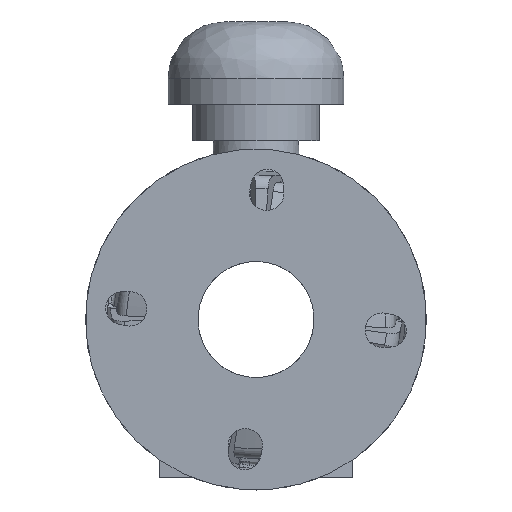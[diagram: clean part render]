
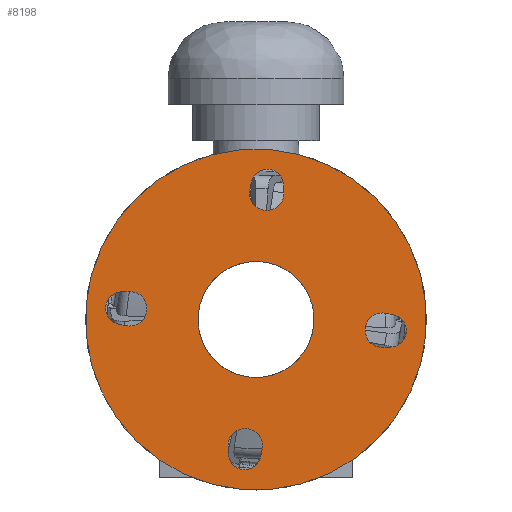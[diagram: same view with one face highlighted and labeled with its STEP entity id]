
A CAD part, left-side view. The second image highlights one B-rep face of the part: STEP entity #8198.
In plain terms, the highlighted face is planar.
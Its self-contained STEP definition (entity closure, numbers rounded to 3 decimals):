
#414=LINE($,#17724,#799);
#418=LINE($,#17734,#803);
#422=LINE($,#17748,#807);
#426=LINE($,#17758,#811);
#430=LINE($,#17772,#815);
#434=LINE($,#17782,#819);
#438=LINE($,#17796,#823);
#442=LINE($,#17806,#827);
#799=VECTOR($,#11319,4.22);
#803=VECTOR($,#11331,4.22);
#807=VECTOR($,#11343,4.22);
#811=VECTOR($,#11355,4.22);
#815=VECTOR($,#11367,4.22);
#819=VECTOR($,#11379,4.22);
#823=VECTOR($,#11391,4.22);
#827=VECTOR($,#11403,4.22);
#1662=PLANE($,#9147);
#1708=FACE_BOUND($,#2671,.T.);
#1709=FACE_BOUND($,#2672,.T.);
#1710=FACE_BOUND($,#2673,.T.);
#1711=FACE_BOUND($,#2674,.T.);
#1712=FACE_BOUND($,#2675,.T.);
#1713=FACE_BOUND($,#2676,.T.);
#2671=EDGE_LOOP($,(#7597,#7598,#7599,#7600));
#2672=EDGE_LOOP($,(#7601,#7602,#7603,#7604));
#2673=EDGE_LOOP($,(#7605,#7606,#7607,#7608));
#2674=EDGE_LOOP($,(#7609,#7610,#7611,#7612));
#2675=EDGE_LOOP($,(#7613));
#2676=EDGE_LOOP($,(#7614));
#3042=CIRCLE($,#9110,9.);
#3044=CIRCLE($,#9114,9.5);
#3046=CIRCLE($,#9118,9.);
#3048=CIRCLE($,#9122,9.5);
#3050=CIRCLE($,#9126,9.);
#3052=CIRCLE($,#9130,9.5);
#3054=CIRCLE($,#9134,9.);
#3056=CIRCLE($,#9138,9.5);
#3060=CIRCLE($,#9146,94.);
#3061=CIRCLE($,#9148,32.);
#3850=VERTEX_POINT($,#17715);
#3851=VERTEX_POINT($,#17717);
#3853=VERTEX_POINT($,#17723);
#3855=VERTEX_POINT($,#17729);
#3858=VERTEX_POINT($,#17739);
#3859=VERTEX_POINT($,#17741);
#3861=VERTEX_POINT($,#17747);
#3863=VERTEX_POINT($,#17753);
#3866=VERTEX_POINT($,#17763);
#3867=VERTEX_POINT($,#17765);
#3869=VERTEX_POINT($,#17771);
#3871=VERTEX_POINT($,#17777);
#3874=VERTEX_POINT($,#17787);
#3875=VERTEX_POINT($,#17789);
#3877=VERTEX_POINT($,#17795);
#3879=VERTEX_POINT($,#17801);
#3883=VERTEX_POINT($,#17816);
#3884=VERTEX_POINT($,#17819);
#5079=EDGE_CURVE($,#3851,#3850,#3042,.T.);
#5082=EDGE_CURVE($,#3853,#3851,#414,.T.);
#5085=EDGE_CURVE($,#3855,#3853,#3044,.T.);
#5088=EDGE_CURVE($,#3850,#3855,#418,.T.);
#5091=EDGE_CURVE($,#3859,#3858,#3046,.T.);
#5094=EDGE_CURVE($,#3861,#3859,#422,.T.);
#5097=EDGE_CURVE($,#3863,#3861,#3048,.T.);
#5100=EDGE_CURVE($,#3858,#3863,#426,.T.);
#5103=EDGE_CURVE($,#3867,#3866,#3050,.T.);
#5106=EDGE_CURVE($,#3869,#3867,#430,.T.);
#5109=EDGE_CURVE($,#3871,#3869,#3052,.T.);
#5112=EDGE_CURVE($,#3866,#3871,#434,.T.);
#5115=EDGE_CURVE($,#3875,#3874,#3054,.T.);
#5118=EDGE_CURVE($,#3877,#3875,#438,.T.);
#5121=EDGE_CURVE($,#3879,#3877,#3056,.T.);
#5124=EDGE_CURVE($,#3874,#3879,#442,.T.);
#5128=EDGE_CURVE($,#3883,#3883,#3060,.T.);
#5129=EDGE_CURVE($,#3884,#3884,#3061,.T.);
#7597=ORIENTED_EDGE($,*,*,#5079,.T.);
#7598=ORIENTED_EDGE($,*,*,#5088,.T.);
#7599=ORIENTED_EDGE($,*,*,#5085,.T.);
#7600=ORIENTED_EDGE($,*,*,#5082,.T.);
#7601=ORIENTED_EDGE($,*,*,#5091,.T.);
#7602=ORIENTED_EDGE($,*,*,#5100,.T.);
#7603=ORIENTED_EDGE($,*,*,#5097,.T.);
#7604=ORIENTED_EDGE($,*,*,#5094,.T.);
#7605=ORIENTED_EDGE($,*,*,#5103,.T.);
#7606=ORIENTED_EDGE($,*,*,#5112,.T.);
#7607=ORIENTED_EDGE($,*,*,#5109,.T.);
#7608=ORIENTED_EDGE($,*,*,#5106,.T.);
#7609=ORIENTED_EDGE($,*,*,#5115,.T.);
#7610=ORIENTED_EDGE($,*,*,#5124,.T.);
#7611=ORIENTED_EDGE($,*,*,#5121,.T.);
#7612=ORIENTED_EDGE($,*,*,#5118,.T.);
#7613=ORIENTED_EDGE($,*,*,#5128,.T.);
#7614=ORIENTED_EDGE($,*,*,#5129,.F.);
#8198=ADVANCED_FACE($,(#1708,#1709,#1710,#1711,#1712,#1713),#1662,.T.);
#9110=AXIS2_PLACEMENT_3D($,#17718,#11313,#11314);
#9114=AXIS2_PLACEMENT_3D($,#17730,#11325,#11326);
#9118=AXIS2_PLACEMENT_3D($,#17742,#11337,#11338);
#9122=AXIS2_PLACEMENT_3D($,#17754,#11349,#11350);
#9126=AXIS2_PLACEMENT_3D($,#17766,#11361,#11362);
#9130=AXIS2_PLACEMENT_3D($,#17778,#11373,#11374);
#9134=AXIS2_PLACEMENT_3D($,#17790,#11385,#11386);
#9138=AXIS2_PLACEMENT_3D($,#17802,#11397,#11398);
#9146=AXIS2_PLACEMENT_3D($,#17817,#11416,#11417);
#9147=AXIS2_PLACEMENT_3D($,#17818,#11418,#11419);
#9148=AXIS2_PLACEMENT_3D($,#17820,#11420,#11421);
#11313=DIRECTION('center_axis',(0.,0.,-1.));
#11314=DIRECTION('ref_axis',(-0.118,0.993,0.));
#11319=DIRECTION($,(0.993,-0.118,0.));
#11325=DIRECTION('center_axis',(0.,0.,-1.));
#11326=DIRECTION('ref_axis',(-0.118,-0.993,0.));
#11331=DIRECTION($,(-0.993,-0.118,0.));
#11337=DIRECTION('center_axis',(0.,0.,-1.));
#11338=DIRECTION('ref_axis',(0.993,0.118,0.));
#11343=DIRECTION($,(-0.118,-0.993,0.));
#11349=DIRECTION('center_axis',(0.,0.,-1.));
#11350=DIRECTION('ref_axis',(-0.993,0.118,0.));
#11355=DIRECTION($,(-0.118,0.993,0.));
#11361=DIRECTION('center_axis',(0.,0.,-1.));
#11362=DIRECTION('ref_axis',(0.118,-0.993,0.));
#11367=DIRECTION($,(-0.993,0.118,0.));
#11373=DIRECTION('center_axis',(0.,0.,-1.));
#11374=DIRECTION('ref_axis',(0.118,0.993,0.));
#11379=DIRECTION($,(0.993,0.118,0.));
#11385=DIRECTION('center_axis',(0.,0.,-1.));
#11386=DIRECTION('ref_axis',(-0.993,-0.118,0.));
#11391=DIRECTION($,(0.118,0.993,0.));
#11397=DIRECTION('center_axis',(0.,0.,-1.));
#11398=DIRECTION('ref_axis',(0.993,-0.118,0.));
#11403=DIRECTION($,(0.118,-0.993,0.));
#11416=DIRECTION('center_axis',(0.,0.,1.));
#11417=DIRECTION('ref_axis',(1.,0.,0.));
#11418=DIRECTION('center_axis',(0.,0.,1.));
#11419=DIRECTION('ref_axis',(1.,0.,0.));
#11420=DIRECTION('center_axis',(0.,0.,1.));
#11421=DIRECTION('ref_axis',(1.,0.,0.));
#17715=CARTESIAN_POINT('',(75.159,-8.937,48.7));
#17717=CARTESIAN_POINT('',(75.159,8.937,48.7));
#17718=CARTESIAN_POINT('Origin',(74.1,0.,48.7));
#17723=CARTESIAN_POINT('',(70.968,9.434,48.7));
#17724=CARTESIAN_POINT($,(38.395,13.293,48.7));
#17729=CARTESIAN_POINT('',(70.968,-9.434,48.7));
#17730=CARTESIAN_POINT('Origin',(69.85,0.,48.7));
#17734=CARTESIAN_POINT($,(36.752,-13.488,48.7));
#17739=CARTESIAN_POINT('',(-8.937,-75.159,48.7));
#17741=CARTESIAN_POINT('',(8.937,-75.159,48.7));
#17742=CARTESIAN_POINT('Origin',(0.,-74.1,48.7));
#17747=CARTESIAN_POINT('',(9.434,-70.968,48.7));
#17748=CARTESIAN_POINT($,(11.645,-52.305,48.7));
#17753=CARTESIAN_POINT('',(-9.434,-70.968,48.7));
#17754=CARTESIAN_POINT('Origin',(0.,-69.85,48.7));
#17758=CARTESIAN_POINT($,(-11.397,-54.4,48.7));
#17763=CARTESIAN_POINT('',(-75.159,8.937,48.7));
#17765=CARTESIAN_POINT('',(-75.159,-8.937,48.7));
#17766=CARTESIAN_POINT('Origin',(-74.1,0.,48.7));
#17771=CARTESIAN_POINT('',(-70.968,-9.434,48.7));
#17772=CARTESIAN_POINT($,(-34.657,-13.736,48.7));
#17777=CARTESIAN_POINT('',(-70.968,9.434,48.7));
#17778=CARTESIAN_POINT('Origin',(-69.85,0.,48.7));
#17782=CARTESIAN_POINT($,(-40.491,13.045,48.7));
#17787=CARTESIAN_POINT('',(8.937,75.159,48.7));
#17789=CARTESIAN_POINT('',(-8.937,75.159,48.7));
#17790=CARTESIAN_POINT('Origin',(0.,74.1,48.7));
#17795=CARTESIAN_POINT('',(-9.434,70.968,48.7));
#17796=CARTESIAN_POINT($,(-15.384,20.747,48.7));
#17801=CARTESIAN_POINT('',(9.434,70.968,48.7));
#17802=CARTESIAN_POINT('Origin',(0.,69.85,48.7));
#17806=CARTESIAN_POINT($,(15.135,22.843,48.7));
#17816=CARTESIAN_POINT('',(0.,-94.,48.7));
#17817=CARTESIAN_POINT('Origin',(0.,0.,48.7));
#17818=CARTESIAN_POINT('Origin',(0.,-32.,48.7));
#17819=CARTESIAN_POINT('',(0.,-32.,48.7));
#17820=CARTESIAN_POINT('Origin',(0.,0.,48.7));
